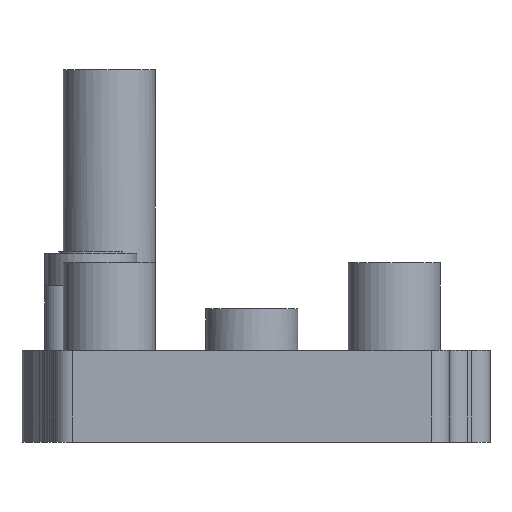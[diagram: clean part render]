
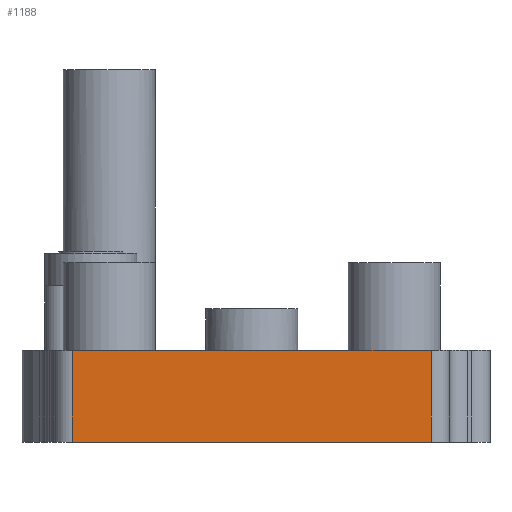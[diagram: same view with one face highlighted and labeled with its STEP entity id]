
A CAD part, left-side view. The second image highlights one B-rep face of the part: STEP entity #1188.
In plain terms, the highlighted planar face has unit normal (-1, 0, 0).
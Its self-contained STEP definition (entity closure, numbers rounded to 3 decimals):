
#45=PLANE('',#1316);
#89=FACE_OUTER_BOUND('',#164,.T.);
#164=EDGE_LOOP('',(#907,#908,#909,#910));
#268=LINE('',#1950,#352);
#281=LINE('',#1995,#365);
#282=LINE('',#1998,#366);
#283=LINE('',#1999,#367);
#352=VECTOR('',#1545,10.);
#365=VECTOR('',#1584,10.);
#366=VECTOR('',#1587,10.);
#367=VECTOR('',#1588,10.);
#541=VERTEX_POINT('',#1947);
#542=VERTEX_POINT('',#1949);
#561=VERTEX_POINT('',#1993);
#562=VERTEX_POINT('',#1997);
#673=EDGE_CURVE('',#541,#542,#268,.T.);
#696=EDGE_CURVE('',#561,#541,#281,.T.);
#697=EDGE_CURVE('',#562,#561,#282,.T.);
#698=EDGE_CURVE('',#542,#562,#283,.T.);
#907=ORIENTED_EDGE('',*,*,#696,.F.);
#908=ORIENTED_EDGE('',*,*,#697,.F.);
#909=ORIENTED_EDGE('',*,*,#698,.F.);
#910=ORIENTED_EDGE('',*,*,#673,.F.);
#1188=ADVANCED_FACE('',(#89),#45,.T.);
#1316=AXIS2_PLACEMENT_3D('',#1996,#1585,#1586);
#1545=DIRECTION('',(0.,-1.,0.));
#1584=DIRECTION('',(0.,0.,1.));
#1585=DIRECTION('center_axis',(-1.,0.,0.));
#1586=DIRECTION('ref_axis',(0.,-1.,0.));
#1587=DIRECTION('',(0.,1.,0.));
#1588=DIRECTION('',(0.,0.,-1.));
#1947=CARTESIAN_POINT('',(43.,41.,10.));
#1949=CARTESIAN_POINT('',(43.,2.,10.));
#1950=CARTESIAN_POINT('',(43.,0.,10.));
#1993=CARTESIAN_POINT('',(43.,41.,0.));
#1995=CARTESIAN_POINT('',(43.,41.,0.));
#1996=CARTESIAN_POINT('Origin',(43.,43.,0.));
#1997=CARTESIAN_POINT('',(43.,2.,0.));
#1998=CARTESIAN_POINT('',(43.,0.,0.));
#1999=CARTESIAN_POINT('',(43.,2.,0.));
